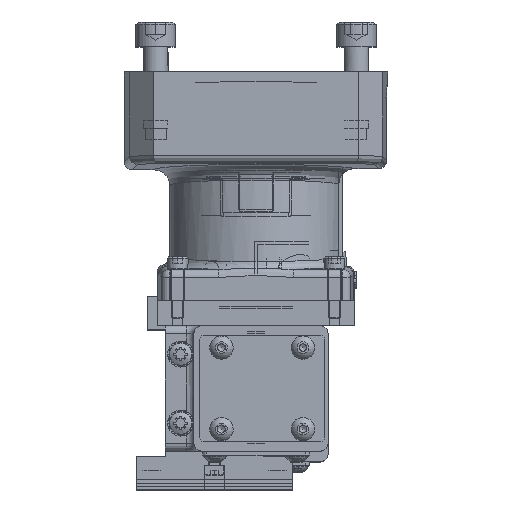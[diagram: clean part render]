
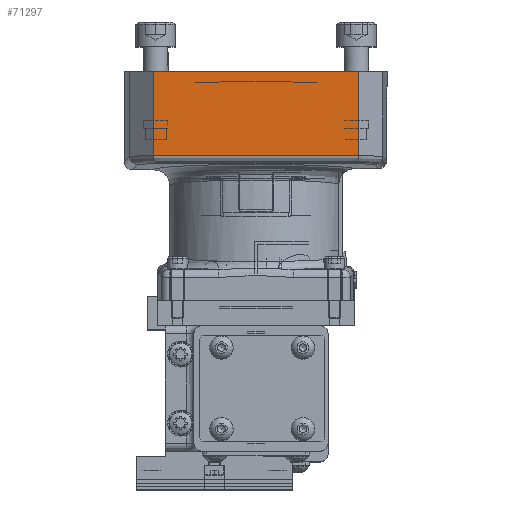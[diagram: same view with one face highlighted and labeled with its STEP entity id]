
A CAD part, top view. The second image highlights one B-rep face of the part: STEP entity #71297.
In plain terms, the highlighted face is planar.
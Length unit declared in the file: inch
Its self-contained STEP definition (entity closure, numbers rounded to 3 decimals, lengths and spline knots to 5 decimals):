
#4608 = LINE ( 'NONE', #77641, #43326 ) ;
#4794 = LINE ( 'NONE', #52026, #26531 ) ;
#5330 = CARTESIAN_POINT ( 'NONE',  ( 2., 1.63619, 3.71681 ) ) ;
#6548 = CARTESIAN_POINT ( 'NONE',  ( 2., -1.63619, 5.89213 ) ) ;
#9131 = ORIENTED_EDGE ( 'NONE', *, *, #60217, .T. ) ;
#9518 =( BOUNDED_CURVE ( )  B_SPLINE_CURVE ( 3, ( #66434, #36238, #5330, #24339 ),
 .UNSPECIFIED., .F., .F. ) 
 B_SPLINE_CURVE_WITH_KNOTS ( ( 4, 4 ),
 ( 3.16291, 3.17807 ),
 .UNSPECIFIED. ) 
 CURVE ( )  GEOMETRIC_REPRESENTATION_ITEM ( )  RATIONAL_B_SPLINE_CURVE ( ( 1., 1., 1., 1. ) ) 
 REPRESENTATION_ITEM ( '' )  );
#10644 = VERTEX_POINT ( 'NONE', #23330 ) ;
#12591 = VECTOR ( 'NONE', #39694, 39.37008 ) ;
#13985 = ORIENTED_EDGE ( 'NONE', *, *, #28667, .T. ) ;
#16280 = VERTEX_POINT ( 'NONE', #35916 ) ;
#17837 = CARTESIAN_POINT ( 'NONE',  ( 2., -1.63617, 3.71549 ) ) ;
#18577 = EDGE_CURVE ( 'NONE', #10644, #56552, #69408, .T. ) ;
#19158 = VERTEX_POINT ( 'NONE', #71667 ) ;
#20781 = CARTESIAN_POINT ( 'NONE',  ( 2., 1.63619, 3.71747 ) ) ;
#22438 = CARTESIAN_POINT ( 'NONE',  ( 2., -1.63619, 5.0478 ) ) ;
#23230 = PLANE ( 'NONE',  #33724 ) ;
#23330 = CARTESIAN_POINT ( 'NONE',  ( 2., 1.63619, 5.0478 ) ) ;
#23573 = ORIENTED_EDGE ( 'NONE', *, *, #26647, .T. ) ;
#24339 = CARTESIAN_POINT ( 'NONE',  ( 2., 1.63619, 3.71747 ) ) ;
#26531 = VECTOR ( 'NONE', #76245, 39.37008 ) ;
#26647 = EDGE_CURVE ( 'NONE', #19158, #56552, #9518, .T. ) ;
#26910 = DIRECTION ( 'NONE',  ( 0., 0., -1. ) ) ;
#28667 = EDGE_CURVE ( 'NONE', #62211, #16280, #60801, .T. ) ;
#29745 = CARTESIAN_POINT ( 'NONE',  ( 2., -1.63618, 3.71615 ) ) ;
#30465 = ORIENTED_EDGE ( 'NONE', *, *, #31554, .T. ) ;
#30786 = VERTEX_POINT ( 'NONE', #22438 ) ;
#31554 = EDGE_CURVE ( 'NONE', #16280, #19158, #4794, .T. ) ;
#32991 = LINE ( 'NONE', #57233, #12591 ) ;
#33724 = AXIS2_PLACEMENT_3D ( 'NONE', #6548, #48234, #54985 ) ;
#35916 = CARTESIAN_POINT ( 'NONE',  ( 2., -1.63617, 3.71549 ) ) ;
#36238 = CARTESIAN_POINT ( 'NONE',  ( 2., 1.63618, 3.71615 ) ) ;
#39495 = DIRECTION ( 'NONE',  ( 0., 0., -1. ) ) ;
#39694 = DIRECTION ( 'NONE',  ( 0., -1., 0. ) ) ;
#43326 = VECTOR ( 'NONE', #39495, 39.37008 ) ;
#47448 = FACE_OUTER_BOUND ( 'NONE', #77600, .T. ) ;
#48012 = CARTESIAN_POINT ( 'NONE',  ( 2., -1.63619, 3.71681 ) ) ;
#48234 = DIRECTION ( 'NONE',  ( -1., 0., 0. ) ) ;
#51490 = CARTESIAN_POINT ( 'NONE',  ( 2., -1.63619, 3.71747 ) ) ;
#52026 = CARTESIAN_POINT ( 'NONE',  ( 2., -1.63619, 3.71549 ) ) ;
#53857 = EDGE_CURVE ( 'NONE', #30786, #62211, #4608, .T. ) ;
#54985 = DIRECTION ( 'NONE',  ( 0., -1., 0. ) ) ;
#56552 = VERTEX_POINT ( 'NONE', #20781 ) ;
#57233 = CARTESIAN_POINT ( 'NONE',  ( 2., -1.63619, 5.0478 ) ) ;
#59715 = ORIENTED_EDGE ( 'NONE', *, *, #53857, .T. ) ;
#60217 = EDGE_CURVE ( 'NONE', #10644, #30786, #32991, .T. ) ;
#60801 =( BOUNDED_CURVE ( )  B_SPLINE_CURVE ( 3, ( #71439, #48012, #29745, #17837 ),
 .UNSPECIFIED., .F., .F. ) 
 B_SPLINE_CURVE_WITH_KNOTS ( ( 4, 4 ),
 ( 6.24671, 6.26187 ),
 .UNSPECIFIED. ) 
 CURVE ( )  GEOMETRIC_REPRESENTATION_ITEM ( )  RATIONAL_B_SPLINE_CURVE ( ( 1., 1., 1., 1. ) ) 
 REPRESENTATION_ITEM ( '' )  );
#61327 = VECTOR ( 'NONE', #26910, 39.37008 ) ;
#62211 = VERTEX_POINT ( 'NONE', #51490 ) ;
#66434 = CARTESIAN_POINT ( 'NONE',  ( 2., 1.63617, 3.71549 ) ) ;
#69334 = ORIENTED_EDGE ( 'NONE', *, *, #18577, .F. ) ;
#69408 = LINE ( 'NONE', #75758, #61327 ) ;
#71297 = ADVANCED_FACE ( 'NONE', ( #47448 ), #23230, .F. ) ;
#71439 = CARTESIAN_POINT ( 'NONE',  ( 2., -1.63619, 3.71747 ) ) ;
#71667 = CARTESIAN_POINT ( 'NONE',  ( 2., 1.63617, 3.71549 ) ) ;
#75758 = CARTESIAN_POINT ( 'NONE',  ( 2., 1.63619, 5.89213 ) ) ;
#76245 = DIRECTION ( 'NONE',  ( 0., 1., 0. ) ) ;
#77600 = EDGE_LOOP ( 'NONE', ( #69334, #9131, #59715, #13985, #30465, #23573 ) ) ;
#77641 = CARTESIAN_POINT ( 'NONE',  ( 2., -1.63619, 5.89213 ) ) ;
